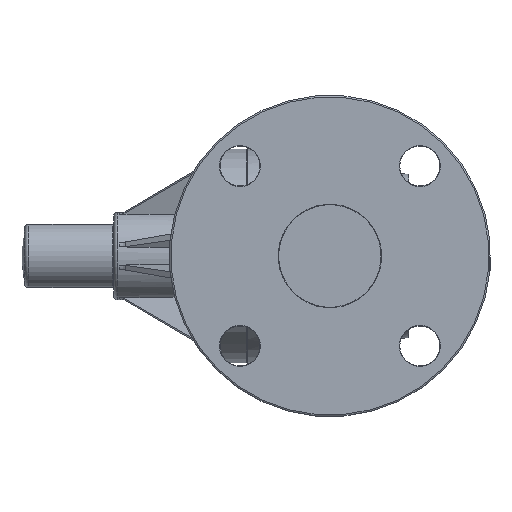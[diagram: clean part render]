
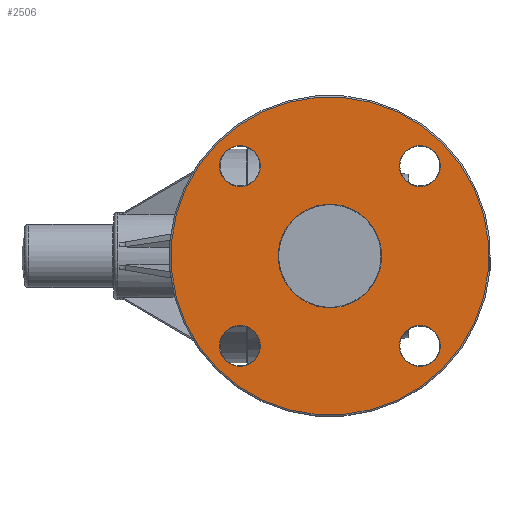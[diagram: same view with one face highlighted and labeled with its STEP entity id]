
A CAD part, left-side view. The second image highlights one B-rep face of the part: STEP entity #2506.
In plain terms, the highlighted planar face has unit normal (-1, 0, 0).
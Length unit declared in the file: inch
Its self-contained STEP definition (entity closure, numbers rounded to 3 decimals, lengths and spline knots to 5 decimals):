
#2428=CARTESIAN_POINT('',(-4.805,3.57361,2.10011));
#2429=VERTEX_POINT('',#2428);
#2430=CARTESIAN_POINT('',(-4.805,1.4735,0.0));
#2431=DIRECTION('',(1.0,0.0,0.0));
#2432=DIRECTION('',(0.0,-0.707,-0.707));
#2433=AXIS2_PLACEMENT_3D('',#2430,#2431,#2432);
#2434=CIRCLE('',#2433,2.97);
#2435=EDGE_CURVE('',#2429,#2429,#2434,.T.);
#2443=CARTESIAN_POINT('',(-4.805,2.87233,1.39883));
#2444=DIRECTION('',(-1.0,0.0,0.0));
#2445=DIRECTION('',(0.0,-0.707,0.707));
#2446=AXIS2_PLACEMENT_3D('',#2443,#2444,#2445);
#2447=PLANE('',#2446);
#2448=ORIENTED_EDGE('',*,*,#2435,.F.);
#2449=EDGE_LOOP('',(#2448));
#2450=FACE_OUTER_BOUND('',#2449,.T.);
#2451=CARTESIAN_POINT('',(-4.805,-0.47635,-1.40891));
#2452=VERTEX_POINT('',#2451);
#2453=CARTESIAN_POINT('',(-4.805,-0.20588,-1.67938));
#2454=DIRECTION('',(-1.0,0.0,0.0));
#2455=DIRECTION('',(0.0,0.707,-0.707));
#2456=AXIS2_PLACEMENT_3D('',#2453,#2454,#2455);
#2457=CIRCLE('',#2456,0.3825);
#2458=EDGE_CURVE('',#2452,#2452,#2457,.T.);
#2459=ORIENTED_EDGE('',*,*,#2458,.F.);
#2460=EDGE_LOOP('',(#2459));
#2461=FACE_BOUND('',#2460,.T.);
#2462=CARTESIAN_POINT('',(-4.805,2.88241,-1.94985));
#2463=VERTEX_POINT('',#2462);
#2464=CARTESIAN_POINT('',(-4.805,3.15288,-1.67938));
#2465=DIRECTION('',(-1.0,0.0,0.0));
#2466=DIRECTION('',(0.0,0.707,0.707));
#2467=AXIS2_PLACEMENT_3D('',#2464,#2465,#2466);
#2468=CIRCLE('',#2467,0.3825);
#2469=EDGE_CURVE('',#2463,#2463,#2468,.T.);
#2470=ORIENTED_EDGE('',*,*,#2469,.F.);
#2471=EDGE_LOOP('',(#2470));
#2472=FACE_BOUND('',#2471,.T.);
#2473=CARTESIAN_POINT('',(-4.805,3.42335,1.40891));
#2474=VERTEX_POINT('',#2473);
#2475=CARTESIAN_POINT('',(-4.805,3.15288,1.67938));
#2476=DIRECTION('',(-1.0,0.0,0.0));
#2477=DIRECTION('',(0.0,-0.707,0.707));
#2478=AXIS2_PLACEMENT_3D('',#2475,#2476,#2477);
#2479=CIRCLE('',#2478,0.3825);
#2480=EDGE_CURVE('',#2474,#2474,#2479,.T.);
#2481=ORIENTED_EDGE('',*,*,#2480,.F.);
#2482=EDGE_LOOP('',(#2481));
#2483=FACE_BOUND('',#2482,.T.);
#2484=CARTESIAN_POINT('',(-4.805,2.15692,0.68342));
#2485=VERTEX_POINT('',#2484);
#2486=CARTESIAN_POINT('',(-4.805,1.4735,0.0));
#2487=DIRECTION('',(-1.0,0.0,0.0));
#2488=DIRECTION('',(0.0,-0.707,-0.707));
#2489=AXIS2_PLACEMENT_3D('',#2486,#2487,#2488);
#2490=CIRCLE('',#2489,0.9665);
#2491=EDGE_CURVE('',#2485,#2485,#2490,.T.);
#2492=ORIENTED_EDGE('',*,*,#2491,.F.);
#2493=EDGE_LOOP('',(#2492));
#2494=FACE_BOUND('',#2493,.T.);
#2495=CARTESIAN_POINT('',(-4.805,0.06459,1.94985));
#2496=VERTEX_POINT('',#2495);
#2497=CARTESIAN_POINT('',(-4.805,-0.20588,1.67938));
#2498=DIRECTION('',(-1.0,0.0,0.0));
#2499=DIRECTION('',(0.0,-0.707,-0.707));
#2500=AXIS2_PLACEMENT_3D('',#2497,#2498,#2499);
#2501=CIRCLE('',#2500,0.3825);
#2502=EDGE_CURVE('',#2496,#2496,#2501,.T.);
#2503=ORIENTED_EDGE('',*,*,#2502,.F.);
#2504=EDGE_LOOP('',(#2503));
#2505=FACE_BOUND('',#2504,.T.);
#2506=ADVANCED_FACE('',(#2450,#2461,#2472,#2483,#2494,#2505),#2447,.T.);
